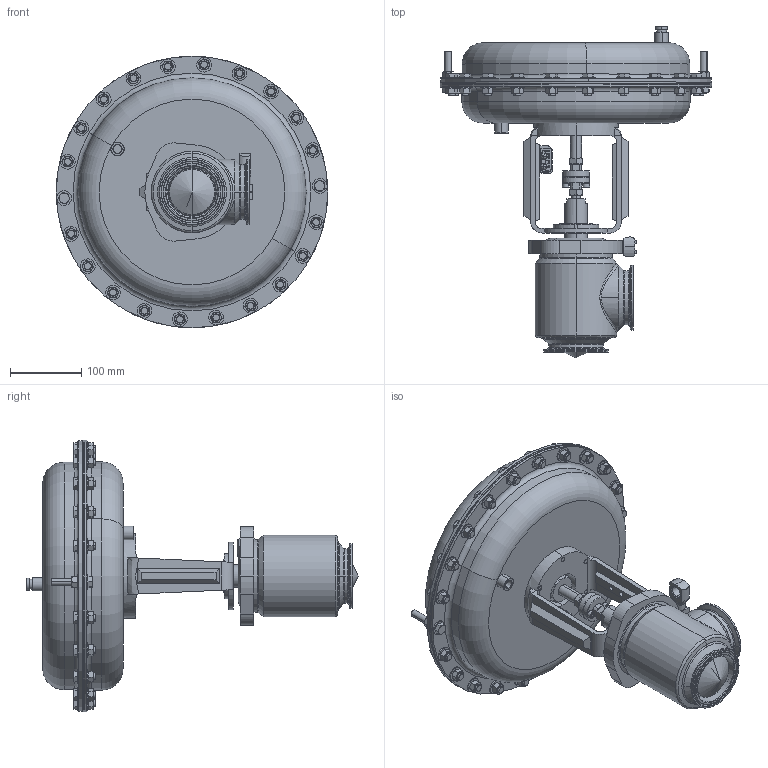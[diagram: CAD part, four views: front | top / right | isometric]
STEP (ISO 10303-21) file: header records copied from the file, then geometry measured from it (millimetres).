
FILE_DESCRIPTION (( 'STEP AP203' ), '1' );
FILE_NAME ('FBCVSP-300-OR.STEP', '2020-04-29T11:08:01', ( '' ), ( '' ), 'SwSTEP 2.0', 'SolidWorks 2018', '' );
FILE_SCHEMA (( 'CONFIG_CONTROL_DESIGN' ));
Length unit declared in the file: inch
Products named in the file (1): FBCVSP-300-OR
Bounding box: 381 x 465.63 x 381 mm (x, y, z)
Surface area: 726754.7 mm2 (no closed solid volume)
Topology: 0 solids, 153 shells, 1215 faces, 3764 edges, 2603 vertices
Faces by surface type: plane 494, cone 364, cylinder 287, torus 58, bspline 8, sphere 4
Entity records: 49981 total; most frequent: CARTESIAN_POINT 17400, DIRECTION 6879, ORIENTED_EDGE 5921, EDGE_CURVE 3756, AXIS2_PLACEMENT_3D 2808, VERTEX_POINT 2603, CIRCLE 1600, EDGE_LOOP 1480
